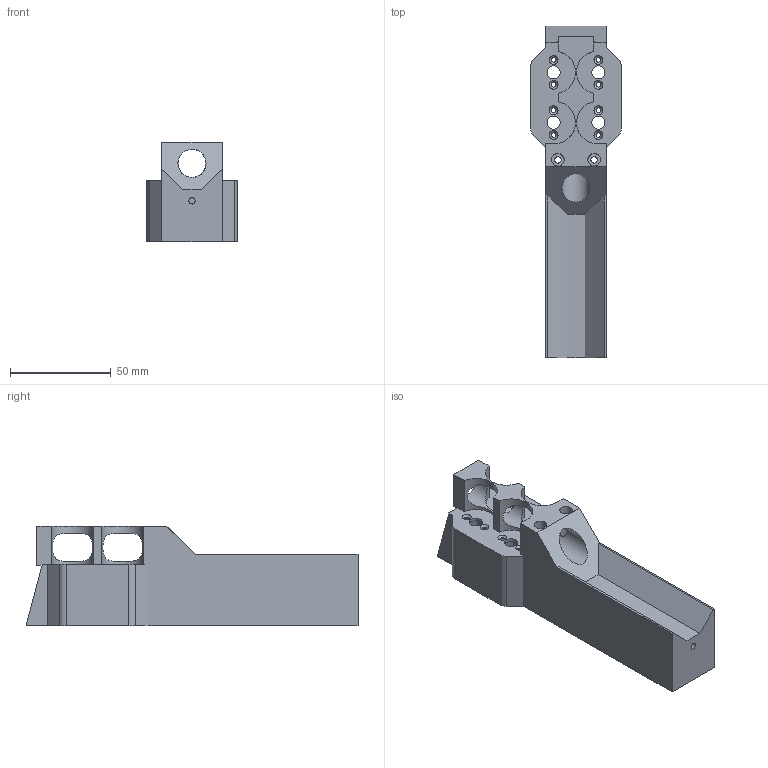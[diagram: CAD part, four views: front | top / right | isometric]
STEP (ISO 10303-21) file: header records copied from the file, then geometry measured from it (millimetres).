
FILE_DESCRIPTION(/* description */ (''),/* implementation_level */ '2;1');
FILE_NAME(/* name */ 'UpperReciever.step',/* time_stamp */ '2019-02-01T08:19:37-06:00',/* author */ (''),/* organization */ (''),/* preprocessor_version */ 'ST-DEVELOPER v17.2',/* originating_system */ 'Autodesk Translation Framework v7.6.0.251',/* authorisation */ '');
FILE_SCHEMA (('AUTOMOTIVE_DESIGN { 1 0 10303 214 3 1 1 }'));
Length unit declared in the file: millimetre
Products named in the file (1): UpperReciever
Bounding box: 45 x 165.1 x 49.5 mm (x, y, z)
Volume: 82600.2 mm3; surface area: 43039.4 mm2
Topology: 1 solids, 1 shells, 107 faces, 307 edges, 202 vertices
Faces by surface type: plane 61, cylinder 38, cone 8
Full cylindrical faces by diameter (mm): 2.4 x8, 3.15 x3, 6.25 x2, 6.55 x4, 14 x1
Entity records: 3923 total; most frequent: CARTESIAN_POINT 932, ORIENTED_EDGE 614, DIRECTION 601, EDGE_CURVE 307, LINE 207, VECTOR 207, VERTEX_POINT 202, AXIS2_PLACEMENT_3D 197
